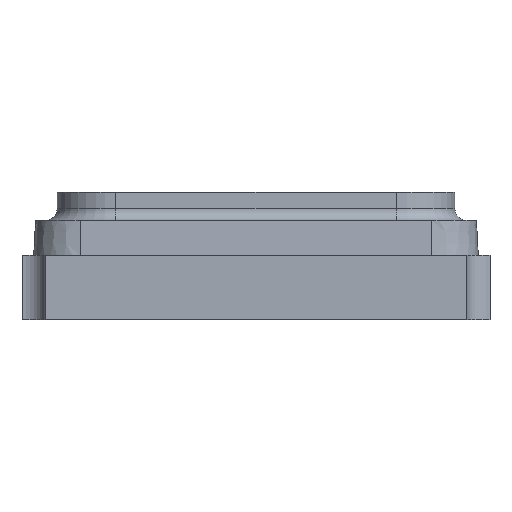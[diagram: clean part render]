
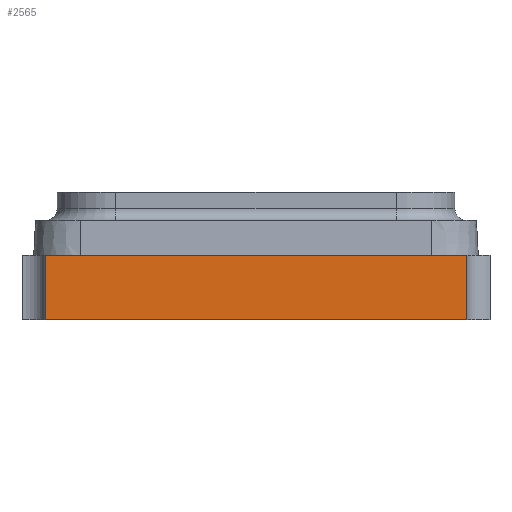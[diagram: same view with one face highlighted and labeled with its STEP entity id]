
A CAD part, front view. The second image highlights one B-rep face of the part: STEP entity #2565.
In plain terms, the highlighted face is planar.
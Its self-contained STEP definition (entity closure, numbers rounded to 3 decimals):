
#237=PLANE('',#2701);
#334=LINE('',#4097,#437);
#337=LINE('',#4107,#440);
#341=LINE('',#4119,#444);
#342=LINE('',#4121,#445);
#437=VECTOR('',#3033,1000.);
#440=VECTOR('',#3042,1000.);
#444=VECTOR('',#3054,1000.);
#445=VECTOR('',#3055,1000.);
#956=ORIENTED_EDGE('',*,*,#1246,.T.);
#957=ORIENTED_EDGE('',*,*,#1240,.F.);
#958=ORIENTED_EDGE('',*,*,#1235,.F.);
#959=ORIENTED_EDGE('',*,*,#1247,.T.);
#1235=EDGE_CURVE('',#1420,#1421,#334,.T.);
#1240=EDGE_CURVE('',#1421,#1425,#337,.T.);
#1246=EDGE_CURVE('',#1429,#1425,#341,.T.);
#1247=EDGE_CURVE('',#1420,#1429,#342,.T.);
#1420=VERTEX_POINT('',#4096);
#1421=VERTEX_POINT('',#4098);
#1425=VERTEX_POINT('',#4108);
#1429=VERTEX_POINT('',#4120);
#1581=EDGE_LOOP('',(#956,#957,#958,#959));
#1700=FACE_BOUND('',#1581,.T.);
#2565=ADVANCED_FACE('',(#1700),#237,.F.);
#2701=AXIS2_PLACEMENT_3D('',#4118,#3052,#3053);
#3033=DIRECTION('',(0.,1.,0.));
#3042=DIRECTION('',(0.,0.,-1.));
#3052=DIRECTION('',(-1.,0.,0.));
#3053=DIRECTION('',(0.,0.,1.));
#3054=DIRECTION('',(0.,1.,0.));
#3055=DIRECTION('',(0.,0.,-1.));
#4096=CARTESIAN_POINT('',(1.25,-0.9,0.275));
#4097=CARTESIAN_POINT('',(1.25,-0.9,0.275));
#4098=CARTESIAN_POINT('',(1.25,0.9,0.275));
#4107=CARTESIAN_POINT('',(1.25,0.9,0.275));
#4108=CARTESIAN_POINT('',(1.25,0.9,0.));
#4118=CARTESIAN_POINT('',(1.25,-0.9,0.275));
#4119=CARTESIAN_POINT('',(1.25,-0.9,0.));
#4120=CARTESIAN_POINT('',(1.25,-0.9,0.));
#4121=CARTESIAN_POINT('',(1.25,-0.9,0.275));
